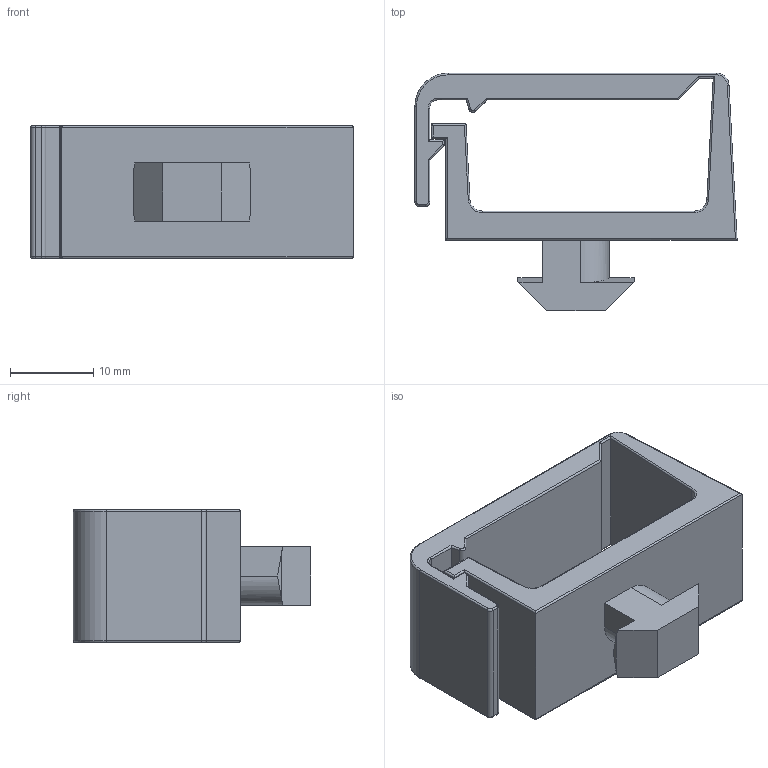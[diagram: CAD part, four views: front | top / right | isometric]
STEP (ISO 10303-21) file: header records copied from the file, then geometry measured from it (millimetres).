
FILE_DESCRIPTION (( 'STEP AP203' ), '1' );
FILE_NAME ('205400102_c_1.STEP', '2023-01-23T04:43:20', ( '' ), ( '' ), 'SwSTEP 2.0', 'SolidWorks 2014', '' );
FILE_SCHEMA (( 'CONFIG_CONTROL_DESIGN' ));
Length unit declared in the file: millimetre
Products named in the file (1): 205400102_c_1
Bounding box: 38.8 x 28.6 x 16 mm (x, y, z)
Volume: 5811.5 mm3; surface area: 4676.4 mm2
Topology: 1 solids, 1 shells, 113 faces, 263 edges, 152 vertices
Faces by surface type: cylinder 57, plane 38, torus 16, sphere 2
Entity records: 3544 total; most frequent: CARTESIAN_POINT 997, ORIENTED_EDGE 524, DIRECTION 508, EDGE_CURVE 262, AXIS2_PLACEMENT_3D 174, VECTOR 160, LINE 160, VERTEX_POINT 152
